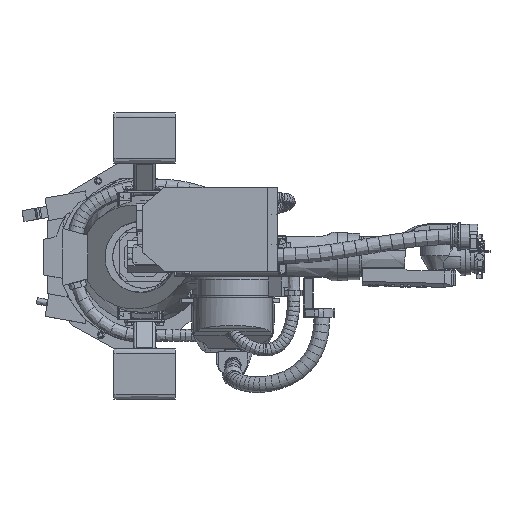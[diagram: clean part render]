
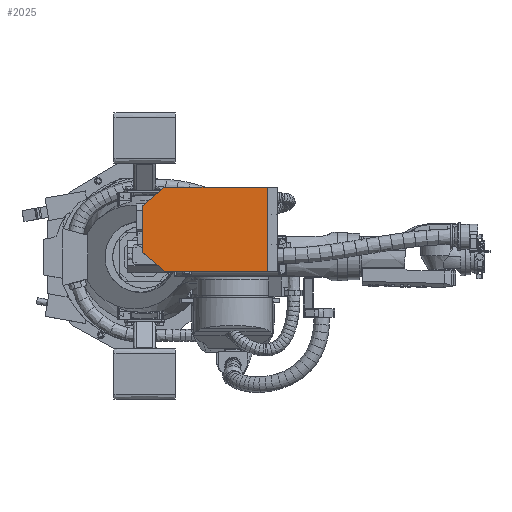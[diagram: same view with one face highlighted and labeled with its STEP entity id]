
A CAD part, top view. The second image highlights one B-rep face of the part: STEP entity #2025.
In plain terms, the highlighted free-form (B-spline) face has degree [1, 1] with [2, 2] control points.
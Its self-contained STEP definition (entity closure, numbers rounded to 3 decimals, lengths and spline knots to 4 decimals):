
#2025=ADVANCED_FACE('',(#4577),#40927,.T.);
#4577=FACE_OUTER_BOUND('',#7290,.T.);
#7290=EDGE_LOOP('',(#13434,#13435,#13436,#13437,#13438,#13439));
#13434=ORIENTED_EDGE('',*,*,#24441,.F.);
#13435=ORIENTED_EDGE('',*,*,#24448,.T.);
#13436=ORIENTED_EDGE('',*,*,#24381,.F.);
#13437=ORIENTED_EDGE('',*,*,#24444,.F.);
#13438=ORIENTED_EDGE('',*,*,#24358,.F.);
#13439=ORIENTED_EDGE('',*,*,#24446,.T.);
#24358=EDGE_CURVE('',#36744,#36745,#30051,.T.);
#24381=EDGE_CURVE('',#36791,#36792,#30074,.T.);
#24441=EDGE_CURVE('',#36850,#36851,#30116,.T.);
#24444=EDGE_CURVE('',#36745,#36791,#30119,.T.);
#24446=EDGE_CURVE('',#36744,#36851,#30121,.T.);
#24448=EDGE_CURVE('',#36850,#36792,#30123,.T.);
#30051=B_SPLINE_CURVE_WITH_KNOTS('',1,(#66845,#66846),.UNSPECIFIED.,.F.,
 .F.,(2,2),(0.,402.),.UNSPECIFIED.);
#30074=B_SPLINE_CURVE_WITH_KNOTS('',1,(#66933,#66934),.UNSPECIFIED.,.F.,
 .F.,(2,2),(0.,402.),.UNSPECIFIED.);
#30116=B_SPLINE_CURVE_WITH_KNOTS('',1,(#67171,#67172),.UNSPECIFIED.,.F.,
 .F.,(2,2),(0.,182.3185),.UNSPECIFIED.);
#30119=B_SPLINE_CURVE_WITH_KNOTS('',1,(#67177,#67178),.UNSPECIFIED.,.F.,
 .F.,(2,2),(0.,330.),.UNSPECIFIED.);
#30121=B_SPLINE_CURVE_WITH_KNOTS('',1,(#67181,#67182),.UNSPECIFIED.,.F.,
 .F.,(2,2),(-114.8758,0.),.UNSPECIFIED.);
#30123=B_SPLINE_CURVE_WITH_KNOTS('',1,(#67185,#67186),.UNSPECIFIED.,.F.,
 .F.,(2,2),(-114.8758,0.),.UNSPECIFIED.);
#36744=VERTEX_POINT('',#66527);
#36745=VERTEX_POINT('',#66528);
#36791=VERTEX_POINT('',#66574);
#36792=VERTEX_POINT('',#66575);
#36850=VERTEX_POINT('',#66633);
#36851=VERTEX_POINT('',#66634);
#40927=B_SPLINE_SURFACE_WITH_KNOTS('',1,1,((#65687,#65688),(#65689,#65690)),
 .UNSPECIFIED.,.F.,.F.,.F.,(2,2),(2,2),(-539.6926,49.6926),
(-363.6926,33.6926),.UNSPECIFIED.);
#65687=CARTESIAN_POINT('',(-0.5506,-0.9119,20.935));
#65688=CARTESIAN_POINT('',(-0.5506,3.0619,20.935));
#65689=CARTESIAN_POINT('',(5.3433,-0.9119,20.935));
#65690=CARTESIAN_POINT('',(5.3433,3.0619,20.935));
#66527=CARTESIAN_POINT('',(0.8263,2.725,20.935));
#66528=CARTESIAN_POINT('',(4.8463,2.725,20.935));
#66574=CARTESIAN_POINT('',(4.8463,-0.575,20.935));
#66575=CARTESIAN_POINT('',(0.8263,-0.575,20.935));
#66633=CARTESIAN_POINT('',(-0.0537,0.1634,20.935));
#66634=CARTESIAN_POINT('',(-0.0537,1.9866,20.935));
#66845=CARTESIAN_POINT('',(0.8263,2.725,20.935));
#66846=CARTESIAN_POINT('',(4.8463,2.725,20.935));
#66933=CARTESIAN_POINT('',(4.8463,-0.575,20.935));
#66934=CARTESIAN_POINT('',(0.8263,-0.575,20.935));
#67171=CARTESIAN_POINT('',(-0.0537,0.1634,20.935));
#67172=CARTESIAN_POINT('',(-0.0537,1.9866,20.935));
#67177=CARTESIAN_POINT('',(4.8463,2.725,20.935));
#67178=CARTESIAN_POINT('',(4.8463,-0.575,20.935));
#67181=CARTESIAN_POINT('',(0.8263,2.725,20.935));
#67182=CARTESIAN_POINT('',(-0.0537,1.9866,20.935));
#67185=CARTESIAN_POINT('',(-0.0537,0.1634,20.935));
#67186=CARTESIAN_POINT('',(0.8263,-0.575,20.935));
